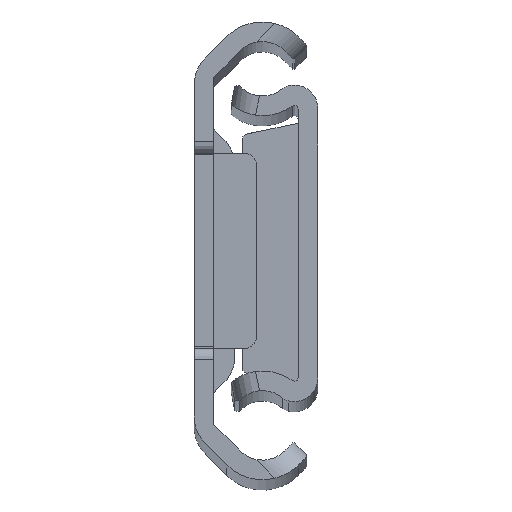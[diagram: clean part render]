
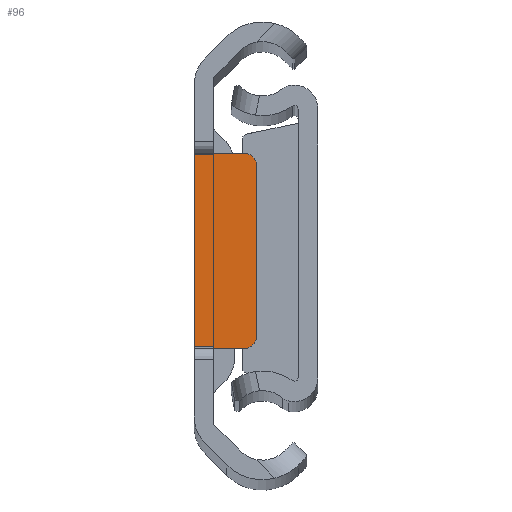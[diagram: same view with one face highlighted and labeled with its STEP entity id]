
A CAD part, top view. The second image highlights one B-rep face of the part: STEP entity #96.
In plain terms, the highlighted planar face has unit normal (0, 0, 1).
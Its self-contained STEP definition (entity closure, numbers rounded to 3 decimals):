
#96 = ADVANCED_FACE ( 'NONE', ( #697 ), #2460, .F. ) ;
#122 = CARTESIAN_POINT ( 'NONE',  ( 2.3, 6.5, -2.2 ) ) ;
#322 = VERTEX_POINT ( 'NONE', #3182 ) ;
#388 = CARTESIAN_POINT ( 'NONE',  ( -1.5, 7.5, -2.2 ) ) ;
#491 = VERTEX_POINT ( 'NONE', #5483 ) ;
#517 = VERTEX_POINT ( 'NONE', #5426 ) ;
#533 = ORIENTED_EDGE ( 'NONE', *, *, #4969, .T. ) ;
#561 = CARTESIAN_POINT ( 'NONE',  ( 3.3, -7.5, -2.2 ) ) ;
#611 = DIRECTION ( 'NONE',  ( 0., 1., 0. ) ) ;
#637 = LINE ( 'NONE', #3733, #4348 ) ;
#683 = ORIENTED_EDGE ( 'NONE', *, *, #1414, .T. ) ;
#697 = FACE_OUTER_BOUND ( 'NONE', #4049, .T. ) ;
#747 = CARTESIAN_POINT ( 'NONE',  ( 3.3, 6.5, -2.2 ) ) ;
#1059 = DIRECTION ( 'NONE',  ( -1., 0., 0. ) ) ;
#1328 = VECTOR ( 'NONE', #1739, 1000. ) ;
#1414 = EDGE_CURVE ( 'NONE', #2233, #5504, #1599, .T. ) ;
#1599 = CIRCLE ( 'NONE', #4920, 1. ) ;
#1672 = DIRECTION ( 'NONE',  ( 0., 1., 0. ) ) ;
#1693 = AXIS2_PLACEMENT_3D ( 'NONE', #4531, #2950, #1672 ) ;
#1739 = DIRECTION ( 'NONE',  ( 0., -1., 0. ) ) ;
#1831 = EDGE_CURVE ( 'NONE', #4764, #5504, #5706, .T. ) ;
#2125 = VECTOR ( 'NONE', #4402, 1000. ) ;
#2199 = ORIENTED_EDGE ( 'NONE', *, *, #1831, .F. ) ;
#2233 = VERTEX_POINT ( 'NONE', #2598 ) ;
#2262 = CARTESIAN_POINT ( 'NONE',  ( 2.3, -6.5, -2.2 ) ) ;
#2421 = CARTESIAN_POINT ( 'NONE',  ( 2.3, 7.5, -2.2 ) ) ;
#2460 = PLANE ( 'NONE',  #1693 ) ;
#2598 = CARTESIAN_POINT ( 'NONE',  ( 2.3, -7.5, -2.2 ) ) ;
#2610 = CARTESIAN_POINT ( 'NONE',  ( 3.3, 7.5, -2.2 ) ) ;
#2613 = DIRECTION ( 'NONE',  ( 0., 1., 0. ) ) ;
#2680 = CIRCLE ( 'NONE', #3518, 1. ) ;
#2693 = DIRECTION ( 'NONE',  ( 0., 0., 1. ) ) ;
#2950 = DIRECTION ( 'NONE',  ( 0., 0., -1. ) ) ;
#2957 = ORIENTED_EDGE ( 'NONE', *, *, #4723, .F. ) ;
#3093 = VERTEX_POINT ( 'NONE', #2421 ) ;
#3182 = CARTESIAN_POINT ( 'NONE',  ( 0., -7.5, -2.2 ) ) ;
#3450 = CARTESIAN_POINT ( 'NONE',  ( 3.3, -6.5, -2.2 ) ) ;
#3518 = AXIS2_PLACEMENT_3D ( 'NONE', #122, #5044, #5508 ) ;
#3520 = CARTESIAN_POINT ( 'NONE',  ( -1.5, -7.5, -2.2 ) ) ;
#3561 = CARTESIAN_POINT ( 'NONE',  ( 3.3, -7.5, -2.2 ) ) ;
#3604 = EDGE_CURVE ( 'NONE', #3093, #5332, #4798, .T. ) ;
#3649 = ORIENTED_EDGE ( 'NONE', *, *, #3604, .T. ) ;
#3733 = CARTESIAN_POINT ( 'NONE',  ( -1.5, 7.5, -2.2 ) ) ;
#3794 = CARTESIAN_POINT ( 'NONE',  ( 0., 7.5, -2.2 ) ) ;
#3927 = EDGE_CURVE ( 'NONE', #517, #491, #637, .T. ) ;
#4049 = EDGE_LOOP ( 'NONE', ( #2199, #533, #3649, #2957, #5014, #4776, #5621, #683 ) ) ;
#4155 = VECTOR ( 'NONE', #1059, 1000. ) ;
#4309 = VECTOR ( 'NONE', #5213, 1000. ) ;
#4347 = LINE ( 'NONE', #388, #5265 ) ;
#4348 = VECTOR ( 'NONE', #611, 1000. ) ;
#4402 = DIRECTION ( 'NONE',  ( 1., 0., 0. ) ) ;
#4517 = LINE ( 'NONE', #561, #4155 ) ;
#4531 = CARTESIAN_POINT ( 'NONE',  ( -1.5, 7.5, -2.2 ) ) ;
#4723 = EDGE_CURVE ( 'NONE', #491, #5332, #4347, .T. ) ;
#4764 = VERTEX_POINT ( 'NONE', #747 ) ;
#4776 = ORIENTED_EDGE ( 'NONE', *, *, #4894, .T. ) ;
#4798 = LINE ( 'NONE', #2610, #4309 ) ;
#4894 = EDGE_CURVE ( 'NONE', #517, #322, #5309, .T. ) ;
#4920 = AXIS2_PLACEMENT_3D ( 'NONE', #2262, #2693, #2613 ) ;
#4969 = EDGE_CURVE ( 'NONE', #4764, #3093, #2680, .T. ) ;
#5014 = ORIENTED_EDGE ( 'NONE', *, *, #3927, .F. ) ;
#5044 = DIRECTION ( 'NONE',  ( 0., 0., 1. ) ) ;
#5054 = EDGE_CURVE ( 'NONE', #2233, #322, #4517, .T. ) ;
#5213 = DIRECTION ( 'NONE',  ( -1., 0., 0. ) ) ;
#5250 = DIRECTION ( 'NONE',  ( 1., 0., 0. ) ) ;
#5265 = VECTOR ( 'NONE', #5250, 1000. ) ;
#5309 = LINE ( 'NONE', #3520, #2125 ) ;
#5332 = VERTEX_POINT ( 'NONE', #3794 ) ;
#5426 = CARTESIAN_POINT ( 'NONE',  ( -1.5, -7.5, -2.2 ) ) ;
#5483 = CARTESIAN_POINT ( 'NONE',  ( -1.5, 7.5, -2.2 ) ) ;
#5504 = VERTEX_POINT ( 'NONE', #3450 ) ;
#5508 = DIRECTION ( 'NONE',  ( 0., 1., 0. ) ) ;
#5621 = ORIENTED_EDGE ( 'NONE', *, *, #5054, .F. ) ;
#5706 = LINE ( 'NONE', #3561, #1328 ) ;
